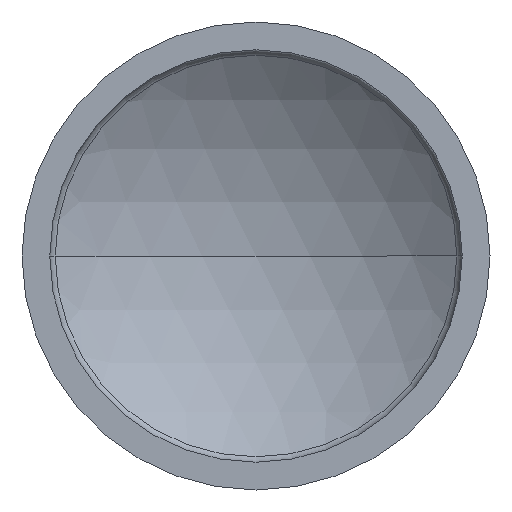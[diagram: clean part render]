
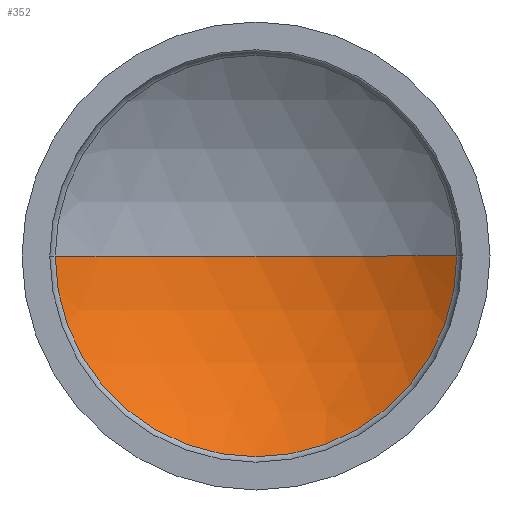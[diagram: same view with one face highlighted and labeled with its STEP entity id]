
A CAD part, front view. The second image highlights one B-rep face of the part: STEP entity #352.
In plain terms, the highlighted spherical face has radius 22.96 mm.
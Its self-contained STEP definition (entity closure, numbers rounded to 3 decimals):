
#8 = VERTEX_POINT ( 'NONE', #235 ) ;
#9 = DIRECTION ( 'NONE',  ( 1., 0., 0. ) ) ;
#11 = EDGE_CURVE ( 'NONE', #295, #161, #276, .T. ) ;
#20 = DIRECTION ( 'NONE',  ( 0., 1., 0. ) ) ;
#48 = ORIENTED_EDGE ( 'NONE', *, *, #379, .T. ) ;
#62 = AXIS2_PLACEMENT_3D ( 'NONE', #355, #96, #9 ) ;
#63 = ORIENTED_EDGE ( 'NONE', *, *, #11, .F. ) ;
#82 = DIRECTION ( 'NONE',  ( -1., 0., 0. ) ) ;
#94 = DIRECTION ( 'NONE',  ( 0., 0., 1. ) ) ;
#96 = DIRECTION ( 'NONE',  ( 0., 0., 1. ) ) ;
#97 = EDGE_CURVE ( 'NONE', #8, #295, #319, .T. ) ;
#103 = AXIS2_PLACEMENT_3D ( 'NONE', #382, #94, #348 ) ;
#161 = VERTEX_POINT ( 'NONE', #219 ) ;
#167 = FACE_OUTER_BOUND ( 'NONE', #240, .T. ) ;
#180 = DIRECTION ( 'NONE',  ( 0., 0., -1. ) ) ;
#215 = CARTESIAN_POINT ( 'NONE',  ( -14.459, 3.875, 0. ) ) ;
#219 = CARTESIAN_POINT ( 'NONE',  ( 0., 9., 0. ) ) ;
#235 = CARTESIAN_POINT ( 'NONE',  ( 14.459, 3.875, 0. ) ) ;
#239 = DIRECTION ( 'NONE',  ( -1., 0., 0. ) ) ;
#240 = EDGE_LOOP ( 'NONE', ( #263, #48, #63 ) ) ;
#244 = CIRCLE ( 'NONE', #62, 22.96 ) ;
#263 = ORIENTED_EDGE ( 'NONE', *, *, #97, .F. ) ;
#276 = CIRCLE ( 'NONE', #381, 22.96 ) ;
#281 = AXIS2_PLACEMENT_3D ( 'NONE', #300, #20, #82 ) ;
#282 = SPHERICAL_SURFACE ( 'NONE', #103, 22.96 ) ;
#295 = VERTEX_POINT ( 'NONE', #215 ) ;
#300 = CARTESIAN_POINT ( 'NONE',  ( 0., 3.875, 0. ) ) ;
#319 = CIRCLE ( 'NONE', #281, 14.459 ) ;
#348 = DIRECTION ( 'NONE',  ( -1., 0., 0. ) ) ;
#352 = ADVANCED_FACE ( 'NONE', ( #167 ), #282, .F. ) ;
#355 = CARTESIAN_POINT ( 'NONE',  ( 0., -13.96, 0. ) ) ;
#366 = CARTESIAN_POINT ( 'NONE',  ( 0., -13.96, 0. ) ) ;
#379 = EDGE_CURVE ( 'NONE', #8, #161, #244, .T. ) ;
#381 = AXIS2_PLACEMENT_3D ( 'NONE', #366, #180, #239 ) ;
#382 = CARTESIAN_POINT ( 'NONE',  ( 0., -13.96, 0. ) ) ;
